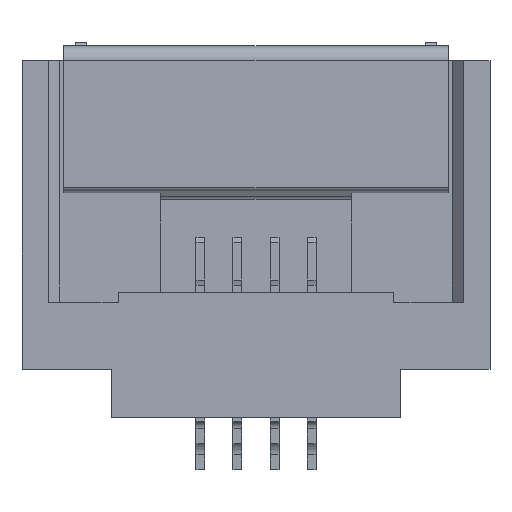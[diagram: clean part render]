
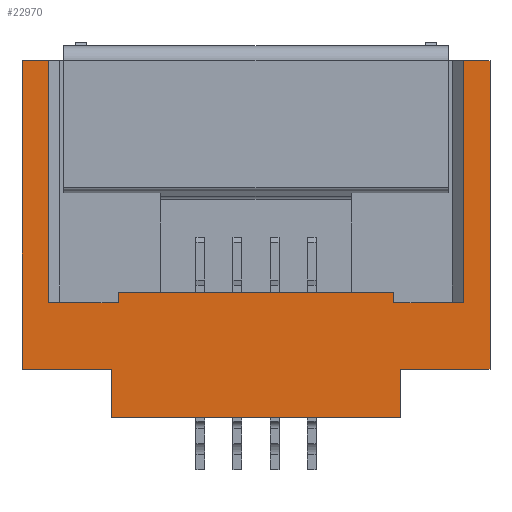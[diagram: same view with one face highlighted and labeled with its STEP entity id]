
A CAD part, top view. The second image highlights one B-rep face of the part: STEP entity #22970.
In plain terms, the highlighted face is planar.
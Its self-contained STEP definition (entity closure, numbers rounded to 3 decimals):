
#3440=CARTESIAN_POINT('',(36.975,58.87,-0.52));
#3450=VERTEX_POINT('',#3440);
#3480=CARTESIAN_POINT('',(36.975,58.87,-0.52));
#3490=DIRECTION('',(1.,0.,0.));
#3500=VECTOR('',#3490,1.);
#3510=LINE('',#3480,#3500);
#3520=CARTESIAN_POINT('',(40.875,58.87,-0.52));
#3530=VERTEX_POINT('',#3520);
#3540=EDGE_CURVE('',#3450,#3530,#3510,.T.);
#16530=CARTESIAN_POINT('',(42.075,58.87,-5.32));
#16540=VERTEX_POINT('',#16530);
#16570=CARTESIAN_POINT('',(41.72,58.87,-5.32));
#16580=DIRECTION('',(1.,0.,0.));
#16590=VECTOR('',#16580,1.);
#16600=LINE('',#16570,#16590);
#16610=CARTESIAN_POINT('',(41.72,58.87,-5.32));
#16620=VERTEX_POINT('',#16610);
#16630=EDGE_CURVE('',#16620,#16540,#16600,.T.);
#18470=CARTESIAN_POINT('',(42.075,58.87,-1.17));
#18480=VERTEX_POINT('',#18470);
#18510=CARTESIAN_POINT('',(42.075,58.87,-5.32));
#18520=DIRECTION('',(0.,0.,1.));
#18530=VECTOR('',#18520,1.);
#18540=LINE('',#18510,#18530);
#18550=EDGE_CURVE('',#16540,#18480,#18540,.T.);
#19790=CARTESIAN_POINT('',(40.875,58.87,-1.17));
#19800=VERTEX_POINT('',#19790);
#19830=CARTESIAN_POINT('',(42.075,58.87,-1.17));
#19840=DIRECTION('',(-1.,0.,0.));
#19850=VECTOR('',#19840,1.);
#19860=LINE('',#19830,#19850);
#19870=EDGE_CURVE('',#18480,#19800,#19860,.T.);
#21890=CARTESIAN_POINT('',(40.875,58.87,-1.17));
#21900=DIRECTION('',(0.,0.,1.));
#21910=VECTOR('',#21900,1.);
#21920=LINE('',#21890,#21910);
#21930=EDGE_CURVE('',#19800,#3530,#21920,.T.);
#21990=CARTESIAN_POINT('',(24.925,58.87,-5.52));
#22000=DIRECTION('',(0.,1.,0.));
#22010=DIRECTION('',(0.,0.,-1.));
#22020=AXIS2_PLACEMENT_3D('',#21990,#22000,#22010);
#22030=PLANE('',#22020);
#22040=CARTESIAN_POINT('',(36.975,58.87,-1.17));
#22050=DIRECTION('',(0.,0.,1.));
#22060=VECTOR('',#22050,1.);
#22070=LINE('',#22040,#22060);
#22080=CARTESIAN_POINT('',(36.975,58.87,-1.17));
#22090=VERTEX_POINT('',#22080);
#22100=EDGE_CURVE('',#22090,#3450,#22070,.T.);
#22110=ORIENTED_EDGE('',*,*,#22100,.T.);
#22120=CARTESIAN_POINT('',(35.775,58.87,-1.17));
#22130=DIRECTION('',(1.,0.,0.));
#22140=VECTOR('',#22130,1.);
#22150=LINE('',#22120,#22140);
#22160=CARTESIAN_POINT('',(35.775,58.87,-1.17));
#22170=VERTEX_POINT('',#22160);
#22180=EDGE_CURVE('',#22170,#22090,#22150,.T.);
#22190=ORIENTED_EDGE('',*,*,#22180,.T.);
#22200=CARTESIAN_POINT('',(35.775,58.87,-5.32));
#22210=DIRECTION('',(0.,0.,1.));
#22220=VECTOR('',#22210,1.);
#22230=LINE('',#22200,#22220);
#22240=CARTESIAN_POINT('',(35.775,58.87,-5.32));
#22250=VERTEX_POINT('',#22240);
#22260=EDGE_CURVE('',#22250,#22170,#22230,.T.);
#22270=ORIENTED_EDGE('',*,*,#22260,.T.);
#22280=CARTESIAN_POINT('',(36.13,58.87,-5.32));
#22290=DIRECTION('',(-1.,0.,0.));
#22300=VECTOR('',#22290,1.);
#22310=LINE('',#22280,#22300);
#22320=CARTESIAN_POINT('',(36.13,58.87,-5.32));
#22330=VERTEX_POINT('',#22320);
#22340=EDGE_CURVE('',#22330,#22250,#22310,.T.);
#22350=ORIENTED_EDGE('',*,*,#22340,.T.);
#22360=CARTESIAN_POINT('',(36.13,58.87,-2.06));
#22370=DIRECTION('',(0.,0.,-1.));
#22380=VECTOR('',#22370,1.);
#22390=LINE('',#22360,#22380);
#22400=CARTESIAN_POINT('',(36.13,58.87,-2.06));
#22410=VERTEX_POINT('',#22400);
#22420=EDGE_CURVE('',#22410,#22330,#22390,.T.);
#22430=ORIENTED_EDGE('',*,*,#22420,.T.);
#22440=CARTESIAN_POINT('',(37.07,58.87,-2.06));
#22450=DIRECTION('',(-1.,0.,0.));
#22460=VECTOR('',#22450,1.);
#22470=LINE('',#22440,#22460);
#22480=CARTESIAN_POINT('',(37.07,58.87,-2.06));
#22490=VERTEX_POINT('',#22480);
#22500=EDGE_CURVE('',#22490,#22410,#22470,.T.);
#22510=ORIENTED_EDGE('',*,*,#22500,.T.);
#22520=CARTESIAN_POINT('',(37.07,58.87,-2.2));
#22530=DIRECTION('',(0.,0.,1.));
#22540=VECTOR('',#22530,1.);
#22550=LINE('',#22520,#22540);
#22560=CARTESIAN_POINT('',(37.07,58.87,-2.2));
#22570=VERTEX_POINT('',#22560);
#22580=EDGE_CURVE('',#22570,#22490,#22550,.T.);
#22590=ORIENTED_EDGE('',*,*,#22580,.T.);
#22600=CARTESIAN_POINT('',(37.07,58.87,-2.2));
#22610=DIRECTION('',(1.,0.,0.));
#22620=VECTOR('',#22610,1.);
#22630=LINE('',#22600,#22620);
#22640=CARTESIAN_POINT('',(40.78,58.87,-2.2));
#22650=VERTEX_POINT('',#22640);
#22660=EDGE_CURVE('',#22570,#22650,#22630,.T.);
#22670=ORIENTED_EDGE('',*,*,#22660,.F.);
#22680=CARTESIAN_POINT('',(40.78,58.87,-2.2));
#22690=DIRECTION('',(0.,0.,1.));
#22700=VECTOR('',#22690,1.);
#22710=LINE('',#22680,#22700);
#22720=CARTESIAN_POINT('',(40.78,58.87,-2.06));
#22730=VERTEX_POINT('',#22720);
#22740=EDGE_CURVE('',#22650,#22730,#22710,.T.);
#22750=ORIENTED_EDGE('',*,*,#22740,.F.);
#22760=CARTESIAN_POINT('',(40.78,58.87,-2.06));
#22770=DIRECTION('',(1.,0.,0.));
#22780=VECTOR('',#22770,1.);
#22790=LINE('',#22760,#22780);
#22800=CARTESIAN_POINT('',(41.72,58.87,-2.06));
#22810=VERTEX_POINT('',#22800);
#22820=EDGE_CURVE('',#22730,#22810,#22790,.T.);
#22830=ORIENTED_EDGE('',*,*,#22820,.F.);
#22840=CARTESIAN_POINT('',(41.72,58.87,-2.06));
#22850=DIRECTION('',(0.,0.,-1.));
#22860=VECTOR('',#22850,1.);
#22870=LINE('',#22840,#22860);
#22880=EDGE_CURVE('',#22810,#16620,#22870,.T.);
#22890=ORIENTED_EDGE('',*,*,#22880,.F.);
#22900=ORIENTED_EDGE('',*,*,#16630,.F.);
#22910=ORIENTED_EDGE('',*,*,#18550,.F.);
#22920=ORIENTED_EDGE('',*,*,#19870,.F.);
#22930=ORIENTED_EDGE('',*,*,#21930,.F.);
#22940=ORIENTED_EDGE('',*,*,#3540,.T.);
#22950=EDGE_LOOP('',(#22940,#22930,#22920,#22910,#22900,#22890,#22830,
#22750,#22670,#22590,#22510,#22430,#22350,#22270,#22190,#22110));
#22960=FACE_OUTER_BOUND('',#22950,.T.);
#22970=ADVANCED_FACE('',(#22960),#22030,.T.);
